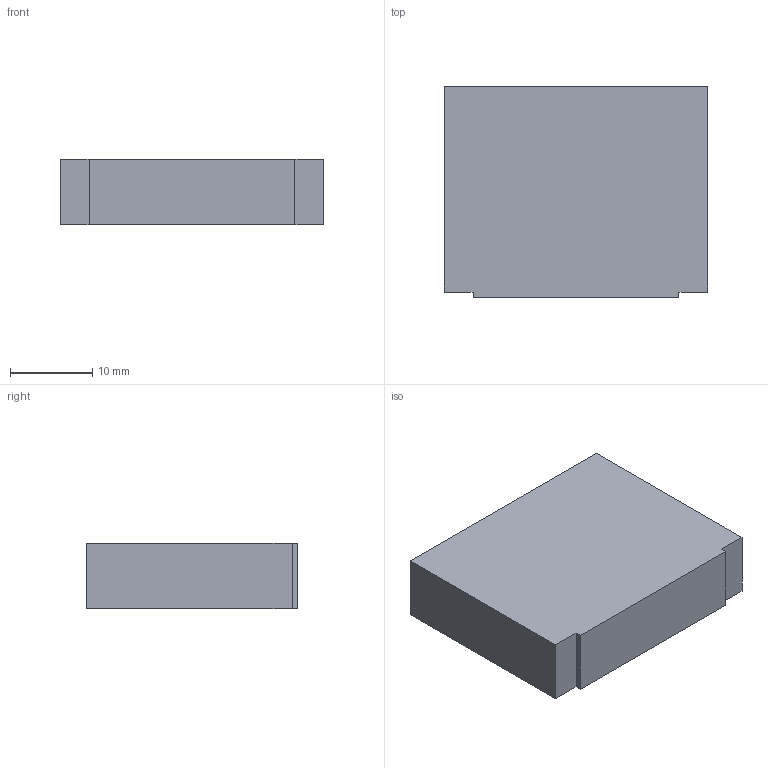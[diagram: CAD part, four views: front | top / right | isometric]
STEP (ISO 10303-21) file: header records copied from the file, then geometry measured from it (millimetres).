
FILE_DESCRIPTION(/* description */ (''),/* implementation_level */ '2;1');
FILE_NAME(/* name */ 'E_3_01_04_15_00_WKZ-0086.stp',/* time_stamp */ '2025-11-24T11:26:24+01:00',/* author */ ('d.fischer'),/* organization */ (''),/* preprocessor_version */ 'ST-DEVELOPER v20',/* originating_system */ 'Autodesk Inventor 2025',/* authorisation */ '');
FILE_SCHEMA (('AUTOMOTIVE_DESIGN { 1 0 10303 214 3 1 1 }'));
Length unit declared in the file: millimetre
Products named in the file (1): WKZ-0086
Bounding box: 32 x 25.7 x 8 mm (x, y, z)
Volume: 6540 mm3; surface area: 2558.2 mm2
Topology: 1 solids, 1 shells, 10 faces, 24 edges, 16 vertices
Faces by surface type: plane 10
Entity records: 339 total; most frequent: CARTESIAN_POINT 51, ORIENTED_EDGE 48, DIRECTION 46, LINE 24, VECTOR 24, EDGE_CURVE 24, VERTEX_POINT 16, AXIS2_PLACEMENT_3D 11
